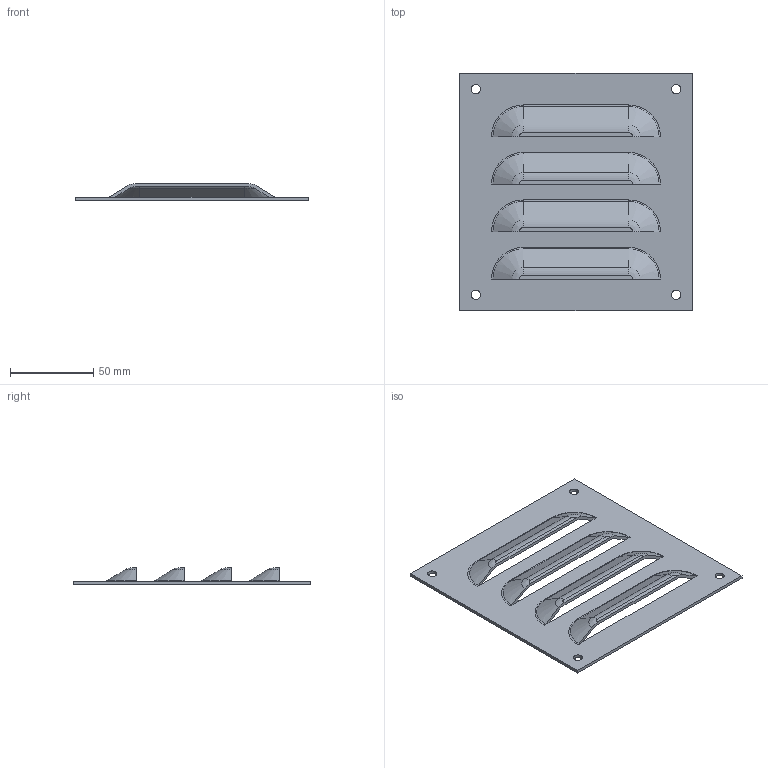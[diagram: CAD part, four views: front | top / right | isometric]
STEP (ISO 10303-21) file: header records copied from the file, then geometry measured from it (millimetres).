
FILE_DESCRIPTION(/* description */ (''),/* implementation_level */ '2;1');
FILE_NAME(/* name */ 'WAVK0404.stp',/* time_stamp */ '2018-04-04T06:38:10-05:00',/* author */ ('mraetz'),/* organization */ (''),/* preprocessor_version */ 'ST-DEVELOPER v16.13',/* originating_system */ 'Autodesk Inventor 2018',/* authorisation */ '');
FILE_SCHEMA (('AUTOMOTIVE_DESIGN { 1 0 10303 214 3 1 1 }'));
Length unit declared in the file: inch
Products named in the file (1): WAVK0404
Bounding box: 139.7 x 142.88 x 10.16 mm (x, y, z)
Volume: 38947 mm3; surface area: 44118.5 mm2
Topology: 1 solids, 1 shells, 98 faces, 248 edges, 152 vertices
Faces by surface type: plane 30, cylinder 20, cone 16, bspline 16, torus 16
Full cylindrical faces by diameter (mm): 5.556 x4
Entity records: 3085 total; most frequent: CARTESIAN_POINT 623, DIRECTION 546, ORIENTED_EDGE 488, EDGE_CURVE 244, AXIS2_PLACEMENT_3D 219, VERTEX_POINT 152, CIRCLE 136, EDGE_LOOP 118
